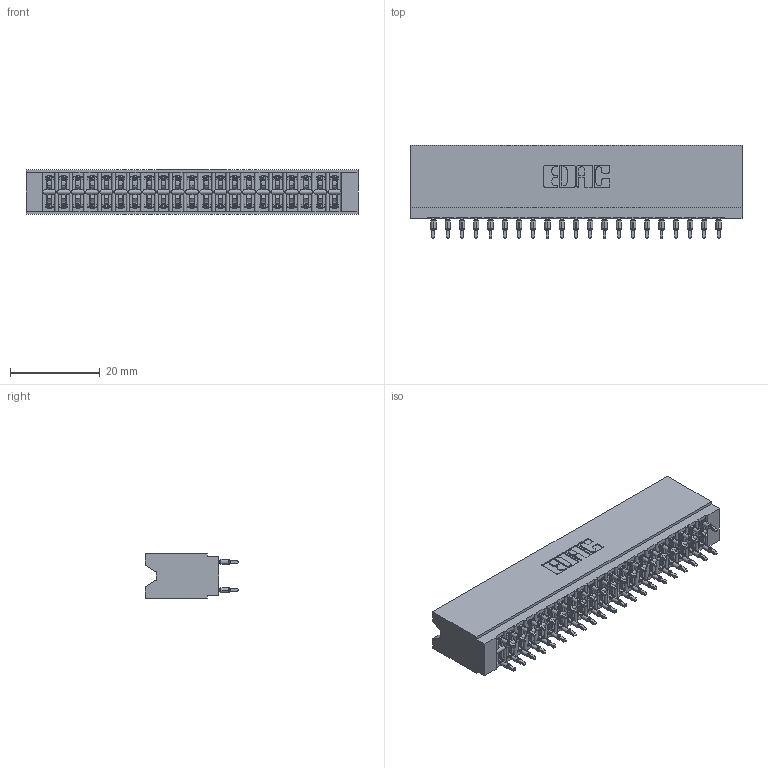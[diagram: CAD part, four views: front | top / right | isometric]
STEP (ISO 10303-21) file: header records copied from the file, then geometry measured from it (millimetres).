
FILE_DESCRIPTION (( 'STEP AP203' ), '1' );
FILE_NAME ('746-042-560-206.STEP', '2026-02-27T14:42:04', ( '' ), ( '' ), 'SwSTEP 2.0', 'SolidWorks 2023', '' );
FILE_SCHEMA (( 'CONFIG_CONTROL_DESIGN' ));
Length unit declared in the file: millimetre
Products named in the file (3): 746-292-001_560; 746-042-560-206; 746 Part_.515 Slot Depth - 06
Assembly tree (43 placements, depth 2):
  746-042-560-206
    746 Part_.515 Slot Depth - 06
    746-292-001_560  x42
Bounding box: 73.91 x 20.82 x 9.91 mm (x, y, z)
Volume: 8180.5 mm3; surface area: 13417.7 mm2
Topology: 43 solids, 43 shells, 4067 faces, 11311 edges, 7252 vertices
Faces by surface type: plane 2030, cylinder 945, bspline 840, torus 252
Entity records: 35578 total; most frequent: CARTESIAN_POINT 7252, ORIENTED_EDGE 6058, DIRECTION 5101, EDGE_CURVE 3029, VECTOR 2627, LINE 2627, VERTEX_POINT 2004, AXIS2_PLACEMENT_3D 1237
